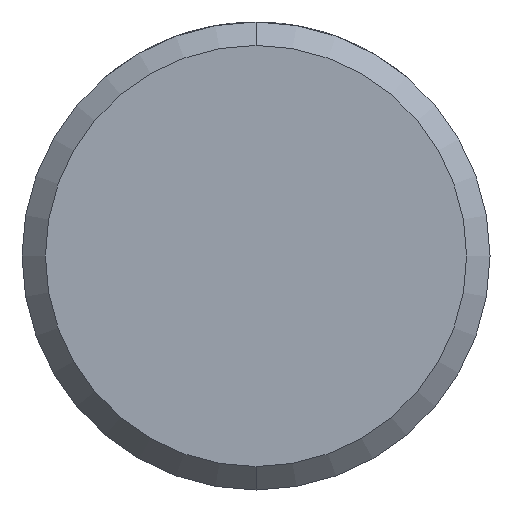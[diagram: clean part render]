
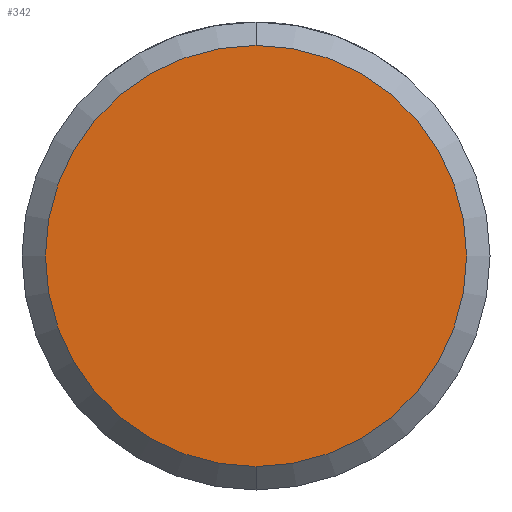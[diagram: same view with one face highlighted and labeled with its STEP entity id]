
A CAD part, front view. The second image highlights one B-rep face of the part: STEP entity #342.
In plain terms, the highlighted planar face has unit normal (0, -1, 0).
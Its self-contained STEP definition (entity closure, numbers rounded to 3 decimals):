
#13 = CARTESIAN_POINT ( 'NONE',  ( 0., 0., 0. ) ) ;
#50 = PLANE ( 'NONE',  #231 ) ;
#78 = EDGE_CURVE ( 'NONE', #362, #373, #250, .T. ) ;
#108 = DIRECTION ( 'NONE',  ( 0., 1., 0. ) ) ;
#220 = EDGE_CURVE ( 'NONE', #373, #362, #238, .T. ) ;
#231 = AXIS2_PLACEMENT_3D ( 'NONE', #350, #108, #737 ) ;
#238 = CIRCLE ( 'NONE', #450, 9. ) ;
#250 = CIRCLE ( 'NONE', #717, 9. ) ;
#337 = CARTESIAN_POINT ( 'NONE',  ( 0., 0., 0. ) ) ;
#342 = ADVANCED_FACE ( 'NONE', ( #408 ), #50, .F. ) ;
#350 = CARTESIAN_POINT ( 'NONE',  ( 0., 0., 0. ) ) ;
#352 = CARTESIAN_POINT ( 'NONE',  ( 0., 0., -9. ) ) ;
#362 = VERTEX_POINT ( 'NONE', #352 ) ;
#373 = VERTEX_POINT ( 'NONE', #630 ) ;
#382 = DIRECTION ( 'NONE',  ( 0., 0., 1. ) ) ;
#408 = FACE_OUTER_BOUND ( 'NONE', #485, .T. ) ;
#418 = DIRECTION ( 'NONE',  ( 0., -1., 0. ) ) ;
#450 = AXIS2_PLACEMENT_3D ( 'NONE', #337, #671, #382 ) ;
#485 = EDGE_LOOP ( 'NONE', ( #622, #534 ) ) ;
#534 = ORIENTED_EDGE ( 'NONE', *, *, #78, .T. ) ;
#622 = ORIENTED_EDGE ( 'NONE', *, *, #220, .T. ) ;
#630 = CARTESIAN_POINT ( 'NONE',  ( 0., 0., 9. ) ) ;
#636 = DIRECTION ( 'NONE',  ( 0., 0., 1. ) ) ;
#671 = DIRECTION ( 'NONE',  ( 0., -1., 0. ) ) ;
#717 = AXIS2_PLACEMENT_3D ( 'NONE', #13, #418, #636 ) ;
#737 = DIRECTION ( 'NONE',  ( 0., 0., 1. ) ) ;
